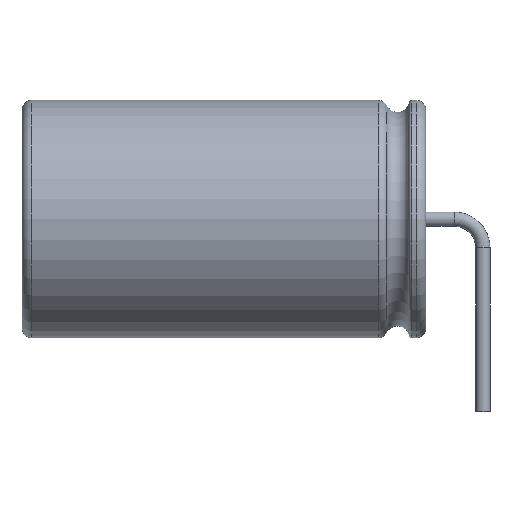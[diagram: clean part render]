
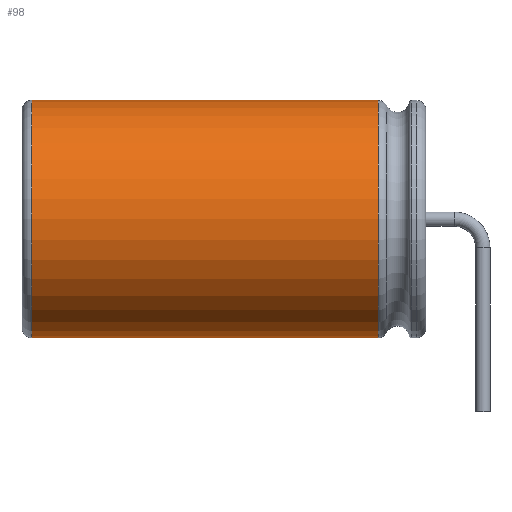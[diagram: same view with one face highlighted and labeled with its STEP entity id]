
A CAD part, left-side view. The second image highlights one B-rep face of the part: STEP entity #98.
In plain terms, the highlighted cylindrical face has radius 5 mm (diameter 10 mm), a partial arc.
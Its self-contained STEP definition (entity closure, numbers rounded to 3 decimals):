
#98=ADVANCED_FACE('',(#1051),#1053,.T.);
#1051=FACE_BOUND('',#1052,.T.);
#1052=EDGE_LOOP('',(#1831,#1832,#1833,#1834,#1835,#1836,#1837,#1838,#1839,#1840,
#1841,#1842,#1843,#1844,#1845,#1846,#1847,#1848,#1849,#1850));
#1053=CYLINDRICAL_SURFACE('',#1054,5.);
#1054=AXIS2_PLACEMENT_3D('',#1055,#1056,#1057);
#1055=CARTESIAN_POINT('',(0.,4.406,5.1));
#1056=DIRECTION('',(0.,1.,0.));
#1057=DIRECTION('',(1.,0.,0.));
#1831=ORIENTED_EDGE('',*,*,#2393,.T.);
#1832=ORIENTED_EDGE('',*,*,#2394,.T.);
#1833=ORIENTED_EDGE('',*,*,#2381,.F.);
#1834=ORIENTED_EDGE('',*,*,#2395,.T.);
#1835=ORIENTED_EDGE('',*,*,#2396,.T.);
#1836=ORIENTED_EDGE('',*,*,#2397,.T.);
#1837=ORIENTED_EDGE('',*,*,#2398,.F.);
#1838=ORIENTED_EDGE('',*,*,#2399,.T.);
#1839=ORIENTED_EDGE('',*,*,#2400,.F.);
#1840=ORIENTED_EDGE('',*,*,#2401,.T.);
#1841=ORIENTED_EDGE('',*,*,#2402,.T.);
#1842=ORIENTED_EDGE('',*,*,#2403,.T.);
#1843=ORIENTED_EDGE('',*,*,#2383,.F.);
#1844=ORIENTED_EDGE('',*,*,#2404,.T.);
#1845=ORIENTED_EDGE('',*,*,#2405,.T.);
#1846=ORIENTED_EDGE('',*,*,#2406,.T.);
#1847=ORIENTED_EDGE('',*,*,#2392,.F.);
#1848=ORIENTED_EDGE('',*,*,#2407,.F.);
#1849=ORIENTED_EDGE('',*,*,#2372,.F.);
#1850=ORIENTED_EDGE('',*,*,#2408,.T.);
#2372=EDGE_CURVE('',#2666,#2668,#2669,.T.);
#2381=EDGE_CURVE('',#2683,#2678,#2685,.T.);
#2383=EDGE_CURVE('',#2687,#2689,#2690,.F.);
#2392=EDGE_CURVE('',#2704,#2694,#2706,.F.);
#2393=EDGE_CURVE('',#2707,#2708,#2709,.F.);
#2394=EDGE_CURVE('',#2708,#2678,#2710,.F.);
#2395=EDGE_CURVE('',#2683,#2711,#2712,.T.);
#2396=EDGE_CURVE('',#2711,#2713,#2714,.F.);
#2397=EDGE_CURVE('',#2713,#2715,#2716,.F.);
#2398=EDGE_CURVE('',#2717,#2715,#2718,.T.);
#2399=EDGE_CURVE('',#2717,#2719,#2720,.T.);
#2400=EDGE_CURVE('',#2721,#2719,#2722,.F.);
#2401=EDGE_CURVE('',#2721,#2723,#2724,.F.);
#2402=EDGE_CURVE('',#2723,#2725,#2726,.T.);
#2403=EDGE_CURVE('',#2725,#2689,#2727,.T.);
#2404=EDGE_CURVE('',#2687,#2728,#2729,.F.);
#2405=EDGE_CURVE('',#2728,#2730,#2731,.T.);
#2406=EDGE_CURVE('',#2730,#2694,#2732,.T.);
#2407=EDGE_CURVE('',#2668,#2704,#2733,.T.);
#2408=EDGE_CURVE('',#2666,#2707,#2734,.T.);
#2666=VERTEX_POINT('',#3187);
#2668=VERTEX_POINT('',#3191);
#2669=LINE('',#3192,#3193);
#2678=VERTEX_POINT('',#3214);
#2683=VERTEX_POINT('',#3223);
#2685=LINE('',#3227,#3228);
#2687=VERTEX_POINT('',#3231);
#2689=VERTEX_POINT('',#3235);
#2690=LINE('',#3236,#3237);
#2694=VERTEX_POINT('',#3246);
#2704=VERTEX_POINT('',#3266);
#2706=LINE('',#3271,#3272);
#2707=VERTEX_POINT('',#3274);
#2708=VERTEX_POINT('',#3275);
#2709=LINE('',#3276,#3277);
#2710=(BOUNDED_CURVE()B_SPLINE_CURVE(3,
(#3279,#3280,#3281,#3282),
.UNSPECIFIED.,.F.,.F.)B_SPLINE_CURVE_WITH_KNOTS((4,4),
(0.,1.),
.UNSPECIFIED.)CURVE()GEOMETRIC_REPRESENTATION_ITEM()RATIONAL_B_SPLINE_CURVE((1.,
1.,1.,1.))REPRESENTATION_ITEM(''));
#2711=VERTEX_POINT('',#3283);
#2712=(BOUNDED_CURVE()B_SPLINE_CURVE(3,
(#3284,#3285,#3286,#3287),
.UNSPECIFIED.,.F.,.F.)B_SPLINE_CURVE_WITH_KNOTS((4,4),
(0.,1.),
.UNSPECIFIED.)CURVE()GEOMETRIC_REPRESENTATION_ITEM()RATIONAL_B_SPLINE_CURVE((1.,
1.,1.,1.))REPRESENTATION_ITEM(''));
#2713=VERTEX_POINT('',#3288);
#2714=LINE('',#3289,#3290);
#2715=VERTEX_POINT('',#3292);
#2716=(BOUNDED_CURVE()B_SPLINE_CURVE(3,
(#3293,#3294,#3295,#3296),
.UNSPECIFIED.,.F.,.F.)B_SPLINE_CURVE_WITH_KNOTS((4,4),
(0.,1.),
.UNSPECIFIED.)CURVE()GEOMETRIC_REPRESENTATION_ITEM()RATIONAL_B_SPLINE_CURVE((1.,
1.,1.,1.))REPRESENTATION_ITEM(''));
#2717=VERTEX_POINT('',#3297);
#2718=LINE('',#3298,#3299);
#2719=VERTEX_POINT('',#3301);
#2720=CIRCLE('',#3302,5.);
#2721=VERTEX_POINT('',#3306);
#2722=LINE('',#3307,#3308);
#2723=VERTEX_POINT('',#3310);
#2724=(BOUNDED_CURVE()B_SPLINE_CURVE(3,
(#3311,#3312,#3313,#3314),
.UNSPECIFIED.,.F.,.F.)B_SPLINE_CURVE_WITH_KNOTS((4,4),
(0.,1.),
.UNSPECIFIED.)CURVE()GEOMETRIC_REPRESENTATION_ITEM()RATIONAL_B_SPLINE_CURVE((1.,
1.,1.,1.))REPRESENTATION_ITEM(''));
#2725=VERTEX_POINT('',#3315);
#2726=LINE('',#3316,#3317);
#2727=(BOUNDED_CURVE()B_SPLINE_CURVE(3,
(#3319,#3320,#3321,#3322),
.UNSPECIFIED.,.F.,.F.)B_SPLINE_CURVE_WITH_KNOTS((4,4),
(0.,1.),
.UNSPECIFIED.)CURVE()GEOMETRIC_REPRESENTATION_ITEM()RATIONAL_B_SPLINE_CURVE((1.,
1.,1.,1.))REPRESENTATION_ITEM(''));
#2728=VERTEX_POINT('',#3323);
#2729=(BOUNDED_CURVE()B_SPLINE_CURVE(3,
(#3324,#3325,#3326,#3327),
.UNSPECIFIED.,.F.,.F.)B_SPLINE_CURVE_WITH_KNOTS((4,4),
(0.,1.),
.UNSPECIFIED.)CURVE()GEOMETRIC_REPRESENTATION_ITEM()RATIONAL_B_SPLINE_CURVE((1.,
1.,1.,1.))REPRESENTATION_ITEM(''));
#2730=VERTEX_POINT('',#3328);
#2731=LINE('',#3329,#3330);
#2732=(BOUNDED_CURVE()B_SPLINE_CURVE(3,
(#3332,#3333,#3334,#3335),
.UNSPECIFIED.,.F.,.F.)B_SPLINE_CURVE_WITH_KNOTS((4,4),
(0.,1.),
.UNSPECIFIED.)CURVE()GEOMETRIC_REPRESENTATION_ITEM()RATIONAL_B_SPLINE_CURVE((1.,
1.,1.,1.))REPRESENTATION_ITEM(''));
#2733=CIRCLE('',#3336,5.);
#2734=(BOUNDED_CURVE()B_SPLINE_CURVE(3,
(#3340,#3341,#3342,#3343),
.UNSPECIFIED.,.F.,.F.)B_SPLINE_CURVE_WITH_KNOTS((4,4),
(0.,1.),
.UNSPECIFIED.)CURVE()GEOMETRIC_REPRESENTATION_ITEM()RATIONAL_B_SPLINE_CURVE((1.,
1.,1.,1.))REPRESENTATION_ITEM(''));
#3187=CARTESIAN_POINT('',(4.698,12.764,3.39));
#3191=CARTESIAN_POINT('',(4.698,19.,3.39));
#3192=CARTESIAN_POINT('',(4.698,12.764,3.39));
#3193=VECTOR('',#3194,1.);
#3194=DIRECTION('',(0.,1.,0.));
#3214=CARTESIAN_POINT('',(4.698,12.564,3.39));
#3223=CARTESIAN_POINT('',(4.698,6.097,3.39));
#3227=CARTESIAN_POINT('',(4.698,6.097,3.39));
#3228=VECTOR('',#3229,1.);
#3229=DIRECTION('',(0.,1.,0.));
#3231=CARTESIAN_POINT('',(4.698,12.564,6.81));
#3235=CARTESIAN_POINT('',(4.698,6.097,6.81));
#3236=CARTESIAN_POINT('',(4.698,6.097,6.81));
#3237=VECTOR('',#3238,1.);
#3238=DIRECTION('',(0.,1.,0.));
#3246=CARTESIAN_POINT('',(4.698,12.764,6.81));
#3266=CARTESIAN_POINT('',(4.698,19.,6.81));
#3271=CARTESIAN_POINT('',(4.698,12.764,6.81));
#3272=VECTOR('',#3273,1.);
#3273=DIRECTION('',(0.,1.,0.));
#3274=CARTESIAN_POINT('',(4.698,12.764,3.39));
#3275=CARTESIAN_POINT('',(4.698,12.564,3.39));
#3276=CARTESIAN_POINT('',(4.698,12.564,3.39));
#3277=VECTOR('',#3278,1.);
#3278=DIRECTION('',(0.,1.,0.));
#3279=CARTESIAN_POINT('',(4.698,12.564,3.39));
#3280=CARTESIAN_POINT('',(4.698,12.564,3.39));
#3281=CARTESIAN_POINT('',(4.698,12.564,3.39));
#3282=CARTESIAN_POINT('',(4.698,12.564,3.39));
#3283=CARTESIAN_POINT('',(4.698,6.098,3.39));
#3284=CARTESIAN_POINT('',(4.698,6.097,3.39));
#3285=CARTESIAN_POINT('',(4.698,6.098,3.39));
#3286=CARTESIAN_POINT('',(4.698,6.098,3.39));
#3287=CARTESIAN_POINT('',(4.698,6.098,3.39));
#3288=CARTESIAN_POINT('',(4.698,5.898,3.39));
#3289=CARTESIAN_POINT('',(4.698,5.898,3.39));
#3290=VECTOR('',#3291,1.);
#3291=DIRECTION('',(0.,1.,0.));
#3292=CARTESIAN_POINT('',(4.698,5.897,3.39));
#3293=CARTESIAN_POINT('',(4.698,5.897,3.39));
#3294=CARTESIAN_POINT('',(4.698,5.898,3.39));
#3295=CARTESIAN_POINT('',(4.698,5.898,3.39));
#3296=CARTESIAN_POINT('',(4.698,5.898,3.39));
#3297=CARTESIAN_POINT('',(4.698,4.406,3.39));
#3298=CARTESIAN_POINT('',(4.698,4.406,3.39));
#3299=VECTOR('',#3300,1.);
#3300=DIRECTION('',(0.,1.,0.));
#3301=CARTESIAN_POINT('',(4.698,4.406,6.81));
#3302=AXIS2_PLACEMENT_3D('',#3303,#3304,#3305);
#3303=CARTESIAN_POINT('',(0.,4.406,5.1));
#3304=DIRECTION('',(0.,1.,0.));
#3305=DIRECTION('',(0.94,0.,-0.342));
#3306=CARTESIAN_POINT('',(4.698,5.897,6.81));
#3307=CARTESIAN_POINT('',(4.698,4.406,6.81));
#3308=VECTOR('',#3309,1.);
#3309=DIRECTION('',(0.,1.,0.));
#3310=CARTESIAN_POINT('',(4.698,5.898,6.81));
#3311=CARTESIAN_POINT('',(4.698,5.898,6.81));
#3312=CARTESIAN_POINT('',(4.698,5.898,6.81));
#3313=CARTESIAN_POINT('',(4.698,5.898,6.81));
#3314=CARTESIAN_POINT('',(4.698,5.897,6.81));
#3315=CARTESIAN_POINT('',(4.698,6.098,6.81));
#3316=CARTESIAN_POINT('',(4.698,5.898,6.81));
#3317=VECTOR('',#3318,1.);
#3318=DIRECTION('',(0.,1.,0.));
#3319=CARTESIAN_POINT('',(4.698,6.098,6.81));
#3320=CARTESIAN_POINT('',(4.698,6.098,6.81));
#3321=CARTESIAN_POINT('',(4.698,6.098,6.81));
#3322=CARTESIAN_POINT('',(4.698,6.097,6.81));
#3323=CARTESIAN_POINT('',(4.698,12.564,6.81));
#3324=CARTESIAN_POINT('',(4.698,12.564,6.81));
#3325=CARTESIAN_POINT('',(4.698,12.564,6.81));
#3326=CARTESIAN_POINT('',(4.698,12.564,6.81));
#3327=CARTESIAN_POINT('',(4.698,12.564,6.81));
#3328=CARTESIAN_POINT('',(4.698,12.764,6.81));
#3329=CARTESIAN_POINT('',(4.698,12.564,6.81));
#3330=VECTOR('',#3331,1.);
#3331=DIRECTION('',(0.,1.,0.));
#3332=CARTESIAN_POINT('',(4.698,12.764,6.81));
#3333=CARTESIAN_POINT('',(4.698,12.764,6.81));
#3334=CARTESIAN_POINT('',(4.698,12.764,6.81));
#3335=CARTESIAN_POINT('',(4.698,12.764,6.81));
#3336=AXIS2_PLACEMENT_3D('',#3337,#3338,#3339);
#3337=CARTESIAN_POINT('',(0.,19.,5.1));
#3338=DIRECTION('',(0.,1.,0.));
#3339=DIRECTION('',(0.94,0.,-0.342));
#3340=CARTESIAN_POINT('',(4.698,12.764,3.39));
#3341=CARTESIAN_POINT('',(4.698,12.764,3.39));
#3342=CARTESIAN_POINT('',(4.698,12.764,3.39));
#3343=CARTESIAN_POINT('',(4.698,12.764,3.39));
